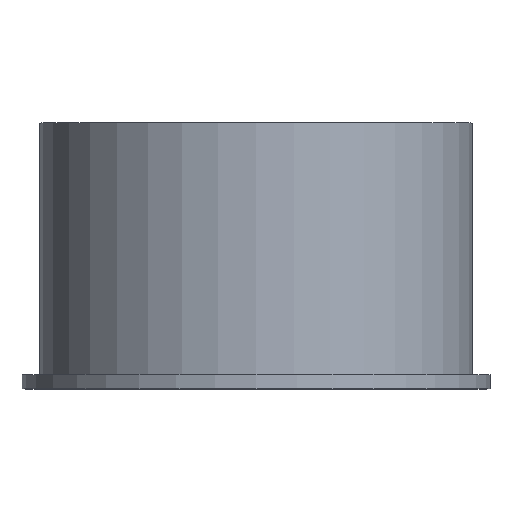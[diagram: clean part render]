
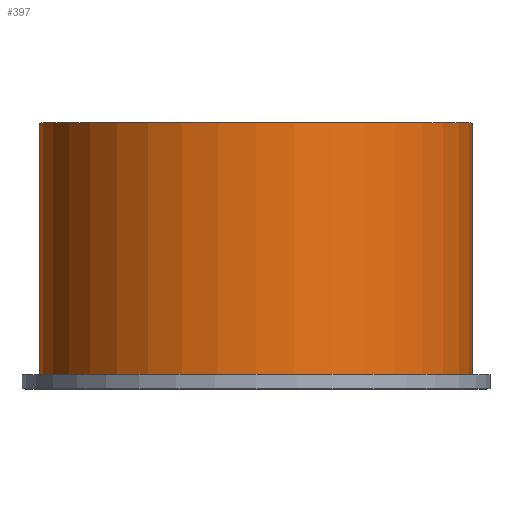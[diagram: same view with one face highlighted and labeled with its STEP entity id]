
A CAD part, top view. The second image highlights one B-rep face of the part: STEP entity #397.
In plain terms, the highlighted cylindrical face has radius 61 mm (diameter 122 mm), a full revolution.
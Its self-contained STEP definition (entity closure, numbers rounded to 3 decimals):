
#67=FACE_OUTER_BOUND('',#100,.T.);
#100=EDGE_LOOP('',(#331,#332,#333,#334));
#134=LINE('',#710,#150);
#150=VECTOR('',#597,61.);
#180=CIRCLE('',#474,61.);
#181=CIRCLE('',#475,61.);
#212=VERTEX_POINT('',#707);
#213=VERTEX_POINT('',#709);
#257=EDGE_CURVE('',#212,#212,#180,.T.);
#258=EDGE_CURVE('',#212,#213,#134,.T.);
#259=EDGE_CURVE('',#213,#213,#181,.T.);
#331=ORIENTED_EDGE('',*,*,#257,.F.);
#332=ORIENTED_EDGE('',*,*,#258,.T.);
#333=ORIENTED_EDGE('',*,*,#259,.F.);
#334=ORIENTED_EDGE('',*,*,#258,.F.);
#374=CYLINDRICAL_SURFACE('',#473,61.);
#397=ADVANCED_FACE('',(#67),#374,.T.);
#473=AXIS2_PLACEMENT_3D('',#706,#593,#594);
#474=AXIS2_PLACEMENT_3D('',#708,#595,#596);
#475=AXIS2_PLACEMENT_3D('',#711,#598,#599);
#593=DIRECTION('center_axis',(0.,1.,0.));
#594=DIRECTION('ref_axis',(-1.,0.,0.));
#595=DIRECTION('center_axis',(0.,1.,0.));
#596=DIRECTION('ref_axis',(-1.,0.,0.));
#597=DIRECTION('',(0.,-1.,0.));
#598=DIRECTION('center_axis',(0.,-1.,0.));
#599=DIRECTION('ref_axis',(1.,0.,0.));
#706=CARTESIAN_POINT('Origin',(0.,0.,0.));
#707=CARTESIAN_POINT('',(61.,75.,0.));
#708=CARTESIAN_POINT('Origin',(0.,75.,0.));
#709=CARTESIAN_POINT('',(61.,4.,0.));
#710=CARTESIAN_POINT('',(61.,0.,0.));
#711=CARTESIAN_POINT('Origin',(0.,4.,0.));
